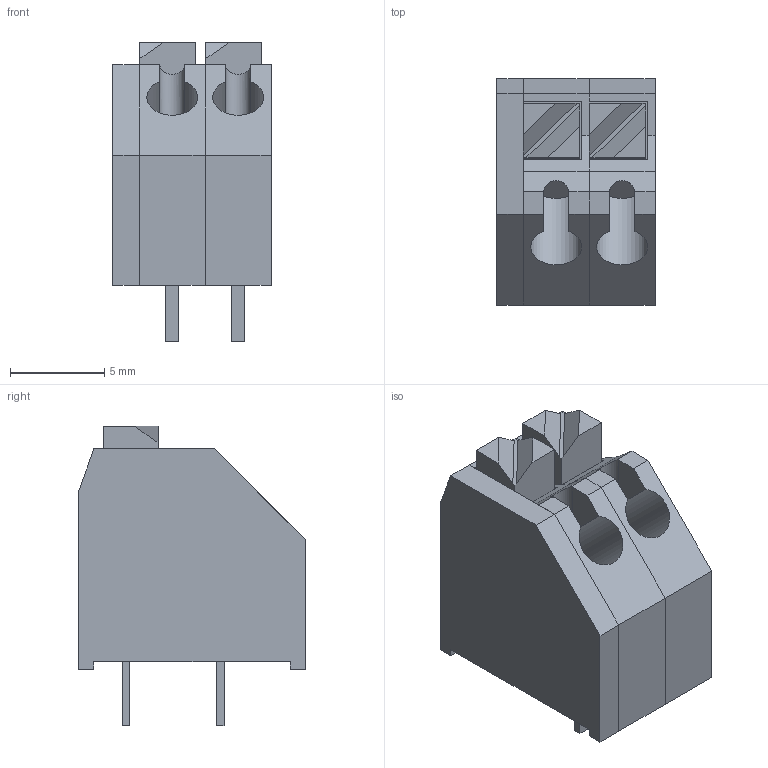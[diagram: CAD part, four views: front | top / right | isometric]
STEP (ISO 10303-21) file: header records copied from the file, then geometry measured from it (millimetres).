
FILE_DESCRIPTION(('FreeCAD Model'),'2;1');
FILE_NAME('Open CASCADE Shape Model','2025-02-15T00:31:13',(''),(''), 'Open CASCADE STEP processor 7.7','FreeCAD','Unknown');
FILE_SCHEMA(('AUTOMOTIVE_DESIGN { 1 0 10303 214 1 1 1 1 }'));
Length unit declared in the file: millimetre
Products named in the file (4): Unnamed; main_part; left_wall; pins
Assembly tree (3 placements, depth 2):
  Unnamed
    main_part
    left_wall
    pins
Bounding box: 8.4 x 12 x 15.9 mm (x, y, z)
Volume: 968.6 mm3; surface area: 1182.6 mm2
Topology: 4 solids, 4 shells, 99 faces, 257 edges, 166 vertices
Faces by surface type: plane 95, cylinder 4
Full cylindrical faces by diameter (mm): 2.7 x2
Entity records: 6732 total; most frequent: CARTESIAN_POINT 1392, DIRECTION 981, LINE 739, VECTOR 739, ORIENTED_EDGE 514, PCURVE 514, DEFINITIONAL_REPRESENTATION 514, EDGE_CURVE 257
